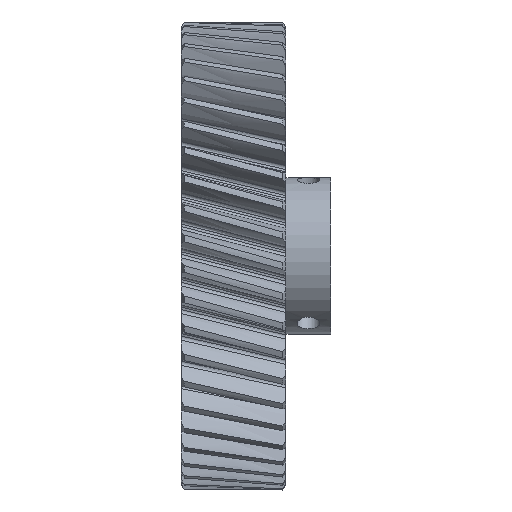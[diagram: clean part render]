
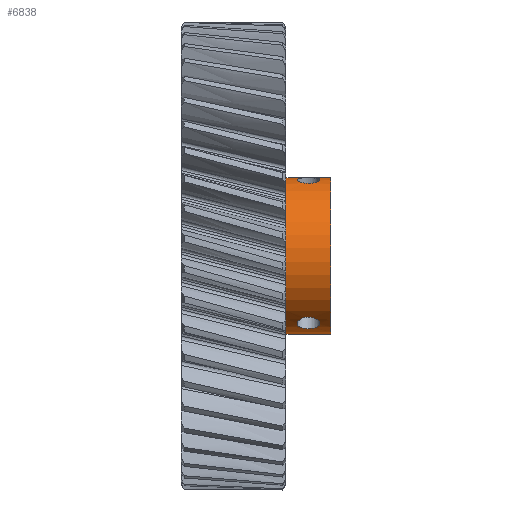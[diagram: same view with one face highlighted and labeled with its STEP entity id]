
A CAD part, front view. The second image highlights one B-rep face of the part: STEP entity #6838.
In plain terms, the highlighted cylindrical face has radius 10.5 mm (diameter 21 mm), a full revolution.
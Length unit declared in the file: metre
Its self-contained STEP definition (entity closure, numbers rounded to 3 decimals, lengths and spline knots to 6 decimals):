
#649=B_SPLINE_CURVE_WITH_KNOTS('',3,(#9086,#9087,#9088,#9089,#9090,#9091,
#9092,#9093,#9094,#9095,#9096),.UNSPECIFIED.,.T.,.F.,(1,1,1,1,1,1,1,1,1,
1,1,1,1,1,1),(-0.003521,-0.002348,-0.001174,
0.,0.001174,0.002348,0.003521,0.004695,
0.005869,0.007043,0.008216,0.00939,
0.010564,0.011738,0.012912),.UNSPECIFIED.);
#651=B_SPLINE_CURVE_WITH_KNOTS('',3,(#9143,#9144,#9145,#9146,#9147,#9148,
#9149,#9150,#9151,#9152,#9153),.UNSPECIFIED.,.T.,.F.,(1,1,1,1,1,1,1,1,1,
1,1,1,1,1,1),(-0.003521,-0.002348,-0.001174,
0.,0.001174,0.002348,0.003521,0.004695,
0.005869,0.007043,0.008216,0.00939,
0.010564,0.011738,0.012912),.UNSPECIFIED.);
#1159=ORIENTED_EDGE('',*,*,#3525,.T.);
#1160=ORIENTED_EDGE('',*,*,#3526,.F.);
#1161=ORIENTED_EDGE('',*,*,#3510,.F.);
#1162=ORIENTED_EDGE('',*,*,#3527,.F.);
#3510=EDGE_CURVE('',#4698,#4698,#649,.F.);
#3525=EDGE_CURVE('',#4709,#4709,#5495,.T.);
#3526=EDGE_CURVE('',#4710,#4710,#5496,.T.);
#3527=EDGE_CURVE('',#4711,#4711,#651,.F.);
#4698=VERTEX_POINT('',#9097);
#4709=VERTEX_POINT('',#9140);
#4710=VERTEX_POINT('',#9142);
#4711=VERTEX_POINT('',#9154);
#5495=CIRCLE('',#7257,0.0105);
#5496=CIRCLE('',#7258,0.0105);
#5896=EDGE_LOOP('',(#1159));
#5897=EDGE_LOOP('',(#1160));
#5898=EDGE_LOOP('',(#1161));
#5899=EDGE_LOOP('',(#1162));
#6318=FACE_BOUND('',#5896,.T.);
#6319=FACE_BOUND('',#5897,.T.);
#6320=FACE_BOUND('',#5898,.T.);
#6321=FACE_BOUND('',#5899,.T.);
#6731=CYLINDRICAL_SURFACE('',#7256,0.0105);
#6838=ADVANCED_FACE('',(#6318,#6319,#6320,#6321),#6731,.T.);
#7256=AXIS2_PLACEMENT_3D('',#9138,#7882,#7883);
#7257=AXIS2_PLACEMENT_3D('',#9139,#7884,#7885);
#7258=AXIS2_PLACEMENT_3D('',#9141,#7886,#7887);
#7882=DIRECTION('',(-1.,0.,0.));
#7883=DIRECTION('',(0.,-0.246,0.969));
#7884=DIRECTION('',(1.,0.,0.));
#7885=DIRECTION('',(0.,0.246,-0.969));
#7886=DIRECTION('',(1.,0.,0.));
#7887=DIRECTION('',(0.,0.246,-0.969));
#9086=CARTESIAN_POINT('',(-0.172323,0.034293,0.018755));
#9087=CARTESIAN_POINT('',(-0.1735,0.03384,0.018556));
#9088=CARTESIAN_POINT('',(-0.174676,0.034293,0.018755));
#9089=CARTESIAN_POINT('',(-0.175162,0.035411,0.019121));
#9090=CARTESIAN_POINT('',(-0.174676,0.036571,0.019333));
#9091=CARTESIAN_POINT('',(-0.1735,0.037063,0.019374));
#9092=CARTESIAN_POINT('',(-0.172326,0.036572,0.019333));
#9093=CARTESIAN_POINT('',(-0.171838,0.035413,0.019122));
#9094=CARTESIAN_POINT('',(-0.172323,0.034293,0.018755));
#9095=CARTESIAN_POINT('',(-0.1735,0.03384,0.018556));
#9096=CARTESIAN_POINT('',(-0.174676,0.034293,0.018755));
#9097=CARTESIAN_POINT('',(-0.1735,0.033991,0.018623));
#9138=CARTESIAN_POINT('',(-0.1705,0.038,0.008918));
#9139=CARTESIAN_POINT('',(-0.1765,0.038,0.008918));
#9140=CARTESIAN_POINT('',(-0.1765,0.040582,-0.00126));
#9141=CARTESIAN_POINT('',(-0.1705,0.038,0.008918));
#9142=CARTESIAN_POINT('',(-0.1705,0.040582,-0.00126));
#9143=CARTESIAN_POINT('',(-0.172323,0.033665,-0.000659));
#9144=CARTESIAN_POINT('',(-0.1735,0.034126,-0.000839));
#9145=CARTESIAN_POINT('',(-0.174676,0.033666,-0.000659));
#9146=CARTESIAN_POINT('',(-0.175162,0.032616,-0.000128));
#9147=CARTESIAN_POINT('',(-0.174676,0.031646,0.000543));
#9148=CARTESIAN_POINT('',(-0.1735,0.03127,0.000862));
#9149=CARTESIAN_POINT('',(-0.172326,0.031645,0.000544));
#9150=CARTESIAN_POINT('',(-0.171838,0.032614,-0.000126));
#9151=CARTESIAN_POINT('',(-0.172323,0.033665,-0.000659));
#9152=CARTESIAN_POINT('',(-0.1735,0.034126,-0.000839));
#9153=CARTESIAN_POINT('',(-0.174676,0.033666,-0.000659));
#9154=CARTESIAN_POINT('',(-0.1735,0.033973,-0.000779));
